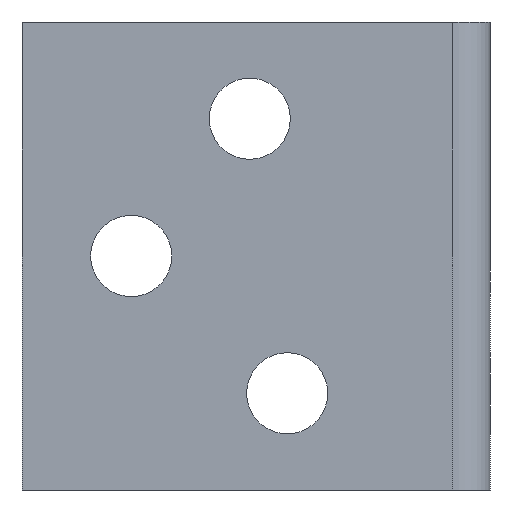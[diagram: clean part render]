
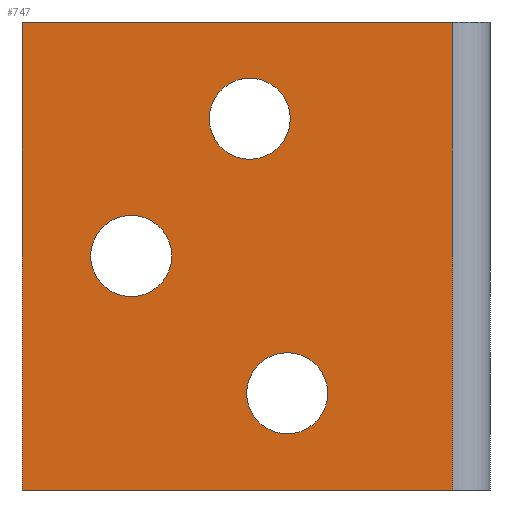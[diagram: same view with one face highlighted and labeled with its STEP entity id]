
A CAD part, left-side view. The second image highlights one B-rep face of the part: STEP entity #747.
In plain terms, the highlighted planar face has unit normal (-1, 0, 0).
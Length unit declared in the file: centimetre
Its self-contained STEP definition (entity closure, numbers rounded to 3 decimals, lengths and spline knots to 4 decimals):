
#126=VECTOR('',#1096,1.);
#127=VECTOR('',#1097,1.);
#128=VECTOR('',#1098,1.);
#129=VECTOR('',#1099,1.);
#174=LINE('',#912,#126);
#175=LINE('',#915,#127);
#176=LINE('',#917,#128);
#177=LINE('',#919,#129);
#215=PLANE('',#802);
#252=VERTEX_POINT('',#890);
#254=VERTEX_POINT('',#896);
#256=VERTEX_POINT('',#902);
#259=VERTEX_POINT('',#913);
#260=VERTEX_POINT('',#914);
#261=VERTEX_POINT('',#916);
#262=VERTEX_POINT('',#918);
#306=CIRCLE('',#787,0.3302);
#308=CIRCLE('',#791,0.3302);
#310=CIRCLE('',#795,0.3302);
#348=EDGE_CURVE('',#252,#252,#306,.T.);
#350=EDGE_CURVE('',#254,#254,#308,.T.);
#352=EDGE_CURVE('',#256,#256,#310,.T.);
#355=EDGE_CURVE('',#259,#260,#174,.T.);
#356=EDGE_CURVE('',#261,#260,#175,.T.);
#357=EDGE_CURVE('',#262,#261,#176,.T.);
#358=EDGE_CURVE('',#262,#259,#177,.T.);
#451=ORIENTED_EDGE('',*,*,#352,.T.);
#452=ORIENTED_EDGE('',*,*,#348,.T.);
#453=ORIENTED_EDGE('',*,*,#350,.T.);
#454=ORIENTED_EDGE('',*,*,#355,.T.);
#455=ORIENTED_EDGE('',*,*,#356,.F.);
#456=ORIENTED_EDGE('',*,*,#357,.F.);
#457=ORIENTED_EDGE('',*,*,#358,.T.);
#612=EDGE_LOOP('',(#451));
#613=EDGE_LOOP('',(#452));
#614=EDGE_LOOP('',(#453));
#615=EDGE_LOOP('',(#454,#455,#456,#457));
#686=FACE_BOUND('',#612,.T.);
#687=FACE_BOUND('',#613,.T.);
#688=FACE_BOUND('',#614,.T.);
#689=FACE_BOUND('',#615,.T.);
#747=ADVANCED_FACE('',(#686,#687,#688,#689),#215,.T.);
#787=AXIS2_PLACEMENT_3D('',#889,#1067,#1068);
#791=AXIS2_PLACEMENT_3D('',#895,#1075,#1076);
#795=AXIS2_PLACEMENT_3D('',#901,#1083,#1084);
#802=AXIS2_PLACEMENT_3D('',#911,#1095,$);
#889=CARTESIAN_POINT('',(0.,1.9558,3.0226));
#890=CARTESIAN_POINT('',(0.,1.6256,3.0226));
#895=CARTESIAN_POINT('',(0.,1.651,0.7874));
#896=CARTESIAN_POINT('',(0.,1.3208,0.7874));
#901=CARTESIAN_POINT('',(0.,2.921,1.905));
#902=CARTESIAN_POINT('',(0.,2.5908,1.905));
#911=CARTESIAN_POINT('',(0.,2.0574,0.));
#912=CARTESIAN_POINT('',(0.,0.3048,3.81));
#913=CARTESIAN_POINT('',(0.,0.3048,3.81));
#914=CARTESIAN_POINT('',(0.,3.81,3.81));
#915=CARTESIAN_POINT('',(0.,3.81,0.));
#916=CARTESIAN_POINT('',(0.,3.81,0.));
#917=CARTESIAN_POINT('',(0.,0.3048,0.));
#918=CARTESIAN_POINT('',(0.,0.3048,0.));
#919=CARTESIAN_POINT('',(0.,0.3048,0.));
#1067=DIRECTION('',(1.,0.,0.));
#1068=DIRECTION('',(0.,0.33,0.));
#1075=DIRECTION('',(1.,0.,0.));
#1076=DIRECTION('',(0.,0.33,0.));
#1083=DIRECTION('',(1.,0.,0.));
#1084=DIRECTION('',(0.,0.33,0.));
#1095=DIRECTION('',(-1.,0.,0.));
#1096=DIRECTION('',(0.,1.,0.));
#1097=DIRECTION('',(0.,0.,1.));
#1098=DIRECTION('',(0.,1.,0.));
#1099=DIRECTION('',(0.,0.,1.));
